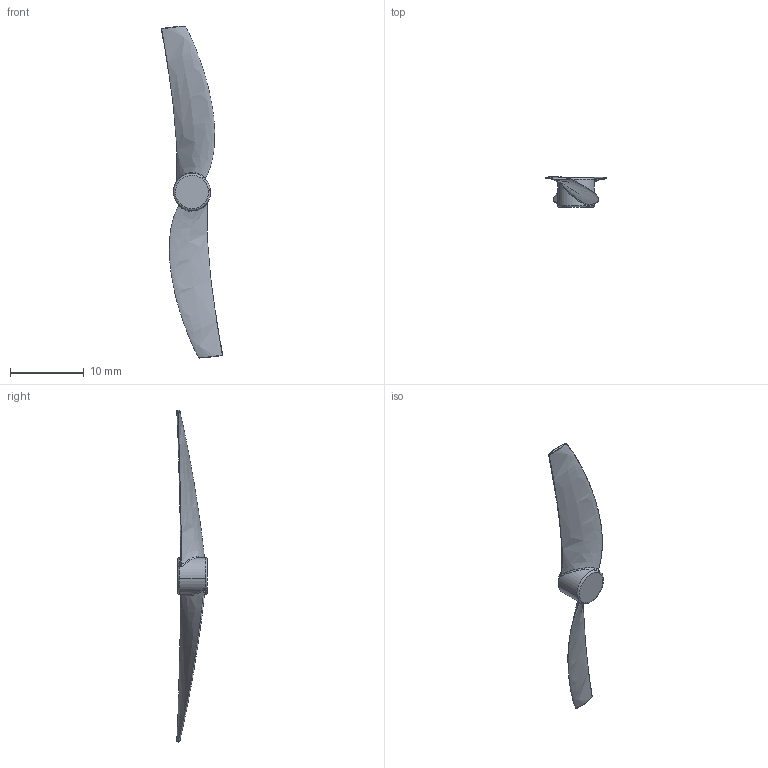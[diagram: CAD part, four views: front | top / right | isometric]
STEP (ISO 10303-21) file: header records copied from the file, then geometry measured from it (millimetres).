
FILE_DESCRIPTION (( 'STEP AP214' ), '1' );
FILE_NAME ('Propeller.STEP', '2025-06-04T00:56:01', ( '' ), ( '' ), 'SwSTEP 2.0', 'SolidWorks 2025', '' );
FILE_SCHEMA (( 'AUTOMOTIVE_DESIGN' ));
Length unit declared in the file: millimetre
Products named in the file (1): Propeller
Bounding box: 8.3 x 4.15 x 44.96 mm (x, y, z)
Volume: 176.7 mm3; surface area: 519.7 mm2
Topology: 1 solids, 1 shells, 31 faces, 92 edges, 61 vertices
Faces by surface type: bspline 18, torus 6, cylinder 5, plane 2
Entity records: 3750 total; most frequent: CARTESIAN_POINT 3109, ORIENTED_EDGE 180, EDGE_CURVE 90, B_SPLINE_CURVE_WITH_KNOTS 66, VERTEX_POINT 61, DIRECTION 59, EDGE_LOOP 31, ADVANCED_FACE 31
